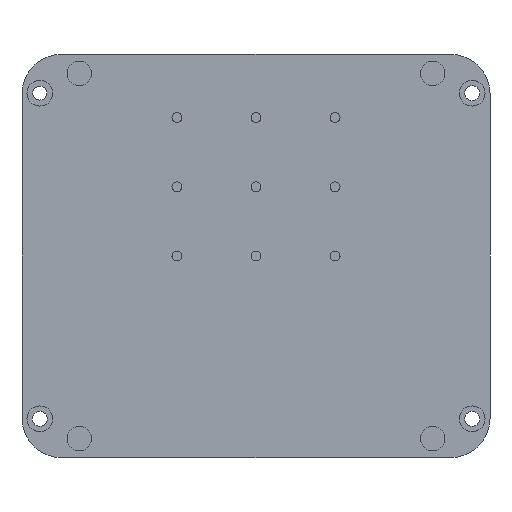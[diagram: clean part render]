
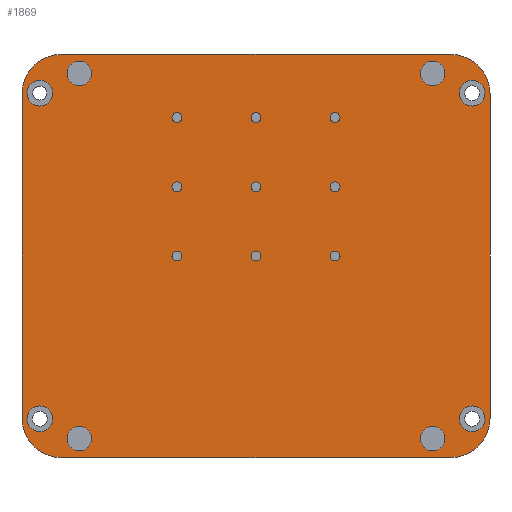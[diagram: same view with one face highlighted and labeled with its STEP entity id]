
A CAD part, front view. The second image highlights one B-rep face of the part: STEP entity #1869.
In plain terms, the highlighted planar face has unit normal (0, -1, 0).
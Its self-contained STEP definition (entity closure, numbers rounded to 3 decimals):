
#57=FACE_BOUND('',#628,.T.);
#58=FACE_BOUND('',#629,.T.);
#59=FACE_BOUND('',#630,.T.);
#60=FACE_BOUND('',#631,.T.);
#61=FACE_BOUND('',#632,.T.);
#62=FACE_BOUND('',#633,.T.);
#63=FACE_BOUND('',#634,.T.);
#64=FACE_BOUND('',#635,.T.);
#65=FACE_BOUND('',#636,.T.);
#66=FACE_BOUND('',#637,.T.);
#67=FACE_BOUND('',#638,.T.);
#68=FACE_BOUND('',#639,.T.);
#69=FACE_BOUND('',#640,.T.);
#70=FACE_BOUND('',#641,.T.);
#71=FACE_BOUND('',#642,.T.);
#72=FACE_BOUND('',#643,.T.);
#73=FACE_BOUND('',#644,.T.);
#229=LINE('',#3204,#388);
#231=LINE('',#3208,#390);
#232=LINE('',#3212,#391);
#233=LINE('',#3216,#392);
#388=VECTOR('',#2301,10.);
#390=VECTOR('',#2305,10.);
#391=VECTOR('',#2308,10.);
#392=VECTOR('',#2311,10.);
#500=FACE_OUTER_BOUND('',#627,.T.);
#627=EDGE_LOOP('',(#1473,#1474,#1475,#1476,#1477,#1478,#1479,#1480));
#628=EDGE_LOOP('',(#1481));
#629=EDGE_LOOP('',(#1482));
#630=EDGE_LOOP('',(#1483));
#631=EDGE_LOOP('',(#1484));
#632=EDGE_LOOP('',(#1485));
#633=EDGE_LOOP('',(#1486));
#634=EDGE_LOOP('',(#1487));
#635=EDGE_LOOP('',(#1488));
#636=EDGE_LOOP('',(#1489));
#637=EDGE_LOOP('',(#1490));
#638=EDGE_LOOP('',(#1491));
#639=EDGE_LOOP('',(#1492));
#640=EDGE_LOOP('',(#1493));
#641=EDGE_LOOP('',(#1494));
#642=EDGE_LOOP('',(#1495));
#643=EDGE_LOOP('',(#1496));
#644=EDGE_LOOP('',(#1497));
#744=CIRCLE('',#1996,10.);
#745=CIRCLE('',#1999,10.);
#746=CIRCLE('',#2000,10.);
#747=CIRCLE('',#2001,10.);
#748=CIRCLE('',#2002,3.1);
#749=CIRCLE('',#2003,3.1);
#750=CIRCLE('',#2004,3.1);
#751=CIRCLE('',#2005,3.1);
#752=CIRCLE('',#2006,1.25);
#753=CIRCLE('',#2007,1.25);
#754=CIRCLE('',#2008,1.25);
#755=CIRCLE('',#2009,1.25);
#756=CIRCLE('',#2010,1.25);
#757=CIRCLE('',#2011,1.25);
#758=CIRCLE('',#2012,1.25);
#759=CIRCLE('',#2013,1.25);
#760=CIRCLE('',#2014,1.25);
#761=CIRCLE('',#2015,3.25);
#762=CIRCLE('',#2016,3.25);
#763=CIRCLE('',#2017,3.25);
#764=CIRCLE('',#2018,3.25);
#900=VERTEX_POINT('',#3197);
#901=VERTEX_POINT('',#3198);
#902=VERTEX_POINT('',#3203);
#903=VERTEX_POINT('',#3207);
#904=VERTEX_POINT('',#3209);
#905=VERTEX_POINT('',#3211);
#906=VERTEX_POINT('',#3213);
#907=VERTEX_POINT('',#3215);
#908=VERTEX_POINT('',#3218);
#909=VERTEX_POINT('',#3220);
#910=VERTEX_POINT('',#3222);
#911=VERTEX_POINT('',#3224);
#912=VERTEX_POINT('',#3226);
#913=VERTEX_POINT('',#3228);
#914=VERTEX_POINT('',#3230);
#915=VERTEX_POINT('',#3232);
#916=VERTEX_POINT('',#3234);
#917=VERTEX_POINT('',#3236);
#918=VERTEX_POINT('',#3238);
#919=VERTEX_POINT('',#3240);
#920=VERTEX_POINT('',#3242);
#921=VERTEX_POINT('',#3244);
#922=VERTEX_POINT('',#3246);
#923=VERTEX_POINT('',#3248);
#924=VERTEX_POINT('',#3250);
#1109=EDGE_CURVE('',#900,#901,#744,.T.);
#1112=EDGE_CURVE('',#901,#902,#229,.T.);
#1114=EDGE_CURVE('',#903,#900,#231,.T.);
#1115=EDGE_CURVE('',#904,#903,#745,.T.);
#1116=EDGE_CURVE('',#905,#904,#232,.T.);
#1117=EDGE_CURVE('',#906,#905,#746,.T.);
#1118=EDGE_CURVE('',#907,#906,#233,.T.);
#1119=EDGE_CURVE('',#902,#907,#747,.T.);
#1120=EDGE_CURVE('',#908,#908,#748,.T.);
#1121=EDGE_CURVE('',#909,#909,#749,.T.);
#1122=EDGE_CURVE('',#910,#910,#750,.T.);
#1123=EDGE_CURVE('',#911,#911,#751,.T.);
#1124=EDGE_CURVE('',#912,#912,#752,.T.);
#1125=EDGE_CURVE('',#913,#913,#753,.T.);
#1126=EDGE_CURVE('',#914,#914,#754,.T.);
#1127=EDGE_CURVE('',#915,#915,#755,.T.);
#1128=EDGE_CURVE('',#916,#916,#756,.T.);
#1129=EDGE_CURVE('',#917,#917,#757,.T.);
#1130=EDGE_CURVE('',#918,#918,#758,.T.);
#1131=EDGE_CURVE('',#919,#919,#759,.T.);
#1132=EDGE_CURVE('',#920,#920,#760,.T.);
#1133=EDGE_CURVE('',#921,#921,#761,.T.);
#1134=EDGE_CURVE('',#922,#922,#762,.T.);
#1135=EDGE_CURVE('',#923,#923,#763,.T.);
#1136=EDGE_CURVE('',#924,#924,#764,.T.);
#1473=ORIENTED_EDGE('',*,*,#1109,.F.);
#1474=ORIENTED_EDGE('',*,*,#1114,.F.);
#1475=ORIENTED_EDGE('',*,*,#1115,.F.);
#1476=ORIENTED_EDGE('',*,*,#1116,.F.);
#1477=ORIENTED_EDGE('',*,*,#1117,.F.);
#1478=ORIENTED_EDGE('',*,*,#1118,.F.);
#1479=ORIENTED_EDGE('',*,*,#1119,.F.);
#1480=ORIENTED_EDGE('',*,*,#1112,.F.);
#1481=ORIENTED_EDGE('',*,*,#1120,.T.);
#1482=ORIENTED_EDGE('',*,*,#1121,.T.);
#1483=ORIENTED_EDGE('',*,*,#1122,.T.);
#1484=ORIENTED_EDGE('',*,*,#1123,.T.);
#1485=ORIENTED_EDGE('',*,*,#1124,.T.);
#1486=ORIENTED_EDGE('',*,*,#1125,.T.);
#1487=ORIENTED_EDGE('',*,*,#1126,.T.);
#1488=ORIENTED_EDGE('',*,*,#1127,.T.);
#1489=ORIENTED_EDGE('',*,*,#1128,.T.);
#1490=ORIENTED_EDGE('',*,*,#1129,.T.);
#1491=ORIENTED_EDGE('',*,*,#1130,.T.);
#1492=ORIENTED_EDGE('',*,*,#1131,.T.);
#1493=ORIENTED_EDGE('',*,*,#1132,.T.);
#1494=ORIENTED_EDGE('',*,*,#1133,.T.);
#1495=ORIENTED_EDGE('',*,*,#1134,.T.);
#1496=ORIENTED_EDGE('',*,*,#1135,.T.);
#1497=ORIENTED_EDGE('',*,*,#1136,.T.);
#1783=PLANE('',#1998);
#1869=ADVANCED_FACE('',(#500,#57,#58,#59,#60,#61,#62,#63,#64,#65,#66,#67,
#68,#69,#70,#71,#72,#73),#1783,.T.);
#1996=AXIS2_PLACEMENT_3D('',#3199,#2295,#2296);
#1998=AXIS2_PLACEMENT_3D('',#3206,#2303,#2304);
#1999=AXIS2_PLACEMENT_3D('',#3210,#2306,#2307);
#2000=AXIS2_PLACEMENT_3D('',#3214,#2309,#2310);
#2001=AXIS2_PLACEMENT_3D('',#3217,#2312,#2313);
#2002=AXIS2_PLACEMENT_3D('',#3219,#2314,#2315);
#2003=AXIS2_PLACEMENT_3D('',#3221,#2316,#2317);
#2004=AXIS2_PLACEMENT_3D('',#3223,#2318,#2319);
#2005=AXIS2_PLACEMENT_3D('',#3225,#2320,#2321);
#2006=AXIS2_PLACEMENT_3D('',#3227,#2322,#2323);
#2007=AXIS2_PLACEMENT_3D('',#3229,#2324,#2325);
#2008=AXIS2_PLACEMENT_3D('',#3231,#2326,#2327);
#2009=AXIS2_PLACEMENT_3D('',#3233,#2328,#2329);
#2010=AXIS2_PLACEMENT_3D('',#3235,#2330,#2331);
#2011=AXIS2_PLACEMENT_3D('',#3237,#2332,#2333);
#2012=AXIS2_PLACEMENT_3D('',#3239,#2334,#2335);
#2013=AXIS2_PLACEMENT_3D('',#3241,#2336,#2337);
#2014=AXIS2_PLACEMENT_3D('',#3243,#2338,#2339);
#2015=AXIS2_PLACEMENT_3D('',#3245,#2340,#2341);
#2016=AXIS2_PLACEMENT_3D('',#3247,#2342,#2343);
#2017=AXIS2_PLACEMENT_3D('',#3249,#2344,#2345);
#2018=AXIS2_PLACEMENT_3D('',#3251,#2346,#2347);
#2295=DIRECTION('center_axis',(0.,1.,0.));
#2296=DIRECTION('ref_axis',(0.707,0.,0.707));
#2301=DIRECTION('',(0.,0.,-1.));
#2303=DIRECTION('center_axis',(0.,-1.,0.));
#2304=DIRECTION('ref_axis',(0.,0.,-1.));
#2305=DIRECTION('',(1.,0.,0.));
#2306=DIRECTION('center_axis',(0.,1.,0.));
#2307=DIRECTION('ref_axis',(-0.707,0.,0.707));
#2308=DIRECTION('',(0.,0.,1.));
#2309=DIRECTION('center_axis',(0.,1.,0.));
#2310=DIRECTION('ref_axis',(-0.707,0.,-0.707));
#2311=DIRECTION('',(-1.,0.,0.));
#2312=DIRECTION('center_axis',(0.,1.,0.));
#2313=DIRECTION('ref_axis',(0.707,0.,-0.707));
#2314=DIRECTION('center_axis',(0.,1.,0.));
#2315=DIRECTION('ref_axis',(1.,0.,0.));
#2316=DIRECTION('center_axis',(0.,1.,0.));
#2317=DIRECTION('ref_axis',(1.,0.,0.));
#2318=DIRECTION('center_axis',(0.,1.,0.));
#2319=DIRECTION('ref_axis',(1.,0.,0.));
#2320=DIRECTION('center_axis',(0.,1.,0.));
#2321=DIRECTION('ref_axis',(1.,0.,0.));
#2322=DIRECTION('center_axis',(0.,1.,0.));
#2323=DIRECTION('ref_axis',(1.,0.,0.));
#2324=DIRECTION('center_axis',(0.,1.,0.));
#2325=DIRECTION('ref_axis',(1.,0.,0.));
#2326=DIRECTION('center_axis',(0.,1.,0.));
#2327=DIRECTION('ref_axis',(1.,0.,0.));
#2328=DIRECTION('center_axis',(0.,1.,0.));
#2329=DIRECTION('ref_axis',(1.,0.,0.));
#2330=DIRECTION('center_axis',(0.,1.,0.));
#2331=DIRECTION('ref_axis',(1.,0.,0.));
#2332=DIRECTION('center_axis',(0.,1.,0.));
#2333=DIRECTION('ref_axis',(1.,0.,0.));
#2334=DIRECTION('center_axis',(0.,1.,0.));
#2335=DIRECTION('ref_axis',(1.,0.,0.));
#2336=DIRECTION('center_axis',(0.,1.,0.));
#2337=DIRECTION('ref_axis',(1.,0.,0.));
#2338=DIRECTION('center_axis',(0.,1.,0.));
#2339=DIRECTION('ref_axis',(1.,0.,0.));
#2340=DIRECTION('center_axis',(0.,1.,0.));
#2341=DIRECTION('ref_axis',(1.,0.,0.));
#2342=DIRECTION('center_axis',(0.,1.,0.));
#2343=DIRECTION('ref_axis',(1.,0.,0.));
#2344=DIRECTION('center_axis',(0.,1.,0.));
#2345=DIRECTION('ref_axis',(1.,0.,0.));
#2346=DIRECTION('center_axis',(0.,1.,0.));
#2347=DIRECTION('ref_axis',(1.,0.,0.));
#3197=CARTESIAN_POINT('',(69.915,-11.64,22.25));
#3198=CARTESIAN_POINT('',(79.915,-11.64,12.25));
#3199=CARTESIAN_POINT('Origin',(69.915,-11.64,12.25));
#3203=CARTESIAN_POINT('',(79.915,-11.64,-69.75));
#3204=CARTESIAN_POINT('',(79.915,-11.64,22.25));
#3206=CARTESIAN_POINT('Origin',(20.74,-11.64,-28.75));
#3207=CARTESIAN_POINT('',(-28.435,-11.64,22.25));
#3208=CARTESIAN_POINT('',(79.74,-11.64,22.25));
#3209=CARTESIAN_POINT('',(-38.435,-11.64,12.25));
#3210=CARTESIAN_POINT('Origin',(-28.435,-11.64,12.25));
#3211=CARTESIAN_POINT('',(-38.435,-11.64,-69.75));
#3212=CARTESIAN_POINT('',(-38.435,-11.64,-79.75));
#3213=CARTESIAN_POINT('',(-28.435,-11.64,-79.75));
#3214=CARTESIAN_POINT('Origin',(-28.435,-11.64,-69.75));
#3215=CARTESIAN_POINT('',(69.915,-11.64,-79.75));
#3216=CARTESIAN_POINT('',(-38.26,-11.64,-79.75));
#3217=CARTESIAN_POINT('Origin',(69.915,-11.64,-69.75));
#3218=CARTESIAN_POINT('',(62.315,-11.64,-74.925));
#3219=CARTESIAN_POINT('Origin',(65.415,-11.64,-74.925));
#3220=CARTESIAN_POINT('',(62.315,-11.64,17.425));
#3221=CARTESIAN_POINT('Origin',(65.415,-11.64,17.425));
#3222=CARTESIAN_POINT('',(-27.035,-11.64,-74.925));
#3223=CARTESIAN_POINT('Origin',(-23.935,-11.64,-74.925));
#3224=CARTESIAN_POINT('',(-27.035,-11.64,17.425));
#3225=CARTESIAN_POINT('Origin',(-23.935,-11.64,17.425));
#3226=CARTESIAN_POINT('',(-0.51,-11.64,6.25));
#3227=CARTESIAN_POINT('Origin',(0.74,-11.64,6.25));
#3228=CARTESIAN_POINT('',(39.49,-11.64,-28.75));
#3229=CARTESIAN_POINT('Origin',(40.74,-11.64,-28.75));
#3230=CARTESIAN_POINT('',(39.49,-11.64,-11.25));
#3231=CARTESIAN_POINT('Origin',(40.74,-11.64,-11.25));
#3232=CARTESIAN_POINT('',(19.49,-11.64,6.25));
#3233=CARTESIAN_POINT('Origin',(20.74,-11.64,6.25));
#3234=CARTESIAN_POINT('',(-0.51,-11.64,-11.25));
#3235=CARTESIAN_POINT('Origin',(0.74,-11.64,-11.25));
#3236=CARTESIAN_POINT('',(19.49,-11.64,-28.75));
#3237=CARTESIAN_POINT('Origin',(20.74,-11.64,-28.75));
#3238=CARTESIAN_POINT('',(39.49,-11.64,6.25));
#3239=CARTESIAN_POINT('Origin',(40.74,-11.64,6.25));
#3240=CARTESIAN_POINT('',(19.49,-11.64,-11.25));
#3241=CARTESIAN_POINT('Origin',(20.74,-11.64,-11.25));
#3242=CARTESIAN_POINT('',(-0.51,-11.64,-28.75));
#3243=CARTESIAN_POINT('Origin',(0.74,-11.64,-28.75));
#3244=CARTESIAN_POINT('',(72.165,-11.64,-69.925));
#3245=CARTESIAN_POINT('Origin',(75.415,-11.64,-69.925));
#3246=CARTESIAN_POINT('',(-37.185,-11.64,-69.925));
#3247=CARTESIAN_POINT('Origin',(-33.935,-11.64,-69.925));
#3248=CARTESIAN_POINT('',(72.165,-11.64,12.425));
#3249=CARTESIAN_POINT('Origin',(75.415,-11.64,12.425));
#3250=CARTESIAN_POINT('',(-37.185,-11.64,12.425));
#3251=CARTESIAN_POINT('Origin',(-33.935,-11.64,12.425));
